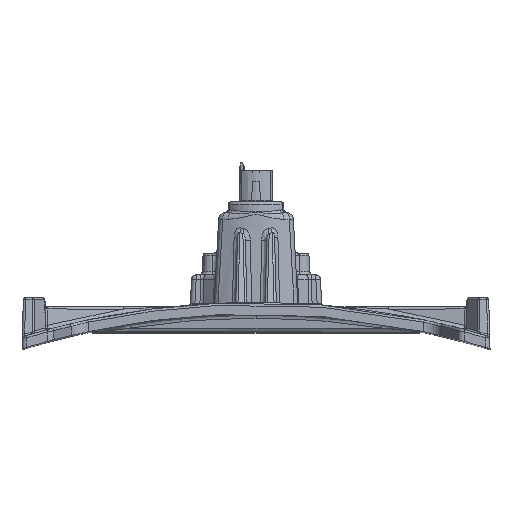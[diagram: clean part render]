
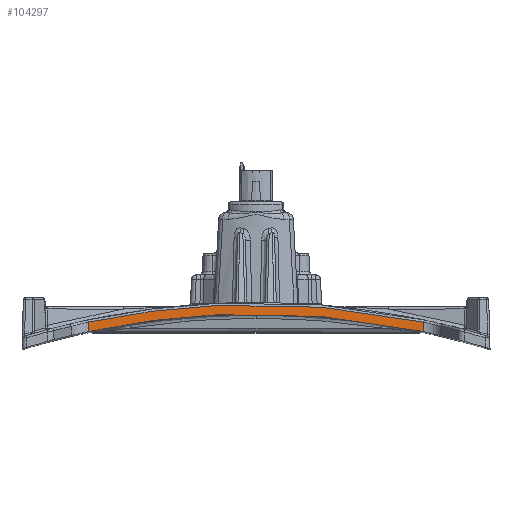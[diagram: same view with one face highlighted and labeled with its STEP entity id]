
A CAD part, top view. The second image highlights one B-rep face of the part: STEP entity #104297.
In plain terms, the highlighted planar face has unit normal (0, 0.026, 1).
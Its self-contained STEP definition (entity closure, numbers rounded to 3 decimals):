
#21118=CARTESIAN_POINT('',(73.035,-12.75,
119.303));
#21119=CARTESIAN_POINT('',(48.69,-7.525,
119.166));
#21120=CARTESIAN_POINT('',(0.,-2.475,
119.034));
#21121=CARTESIAN_POINT('',(-48.69,-7.525,
119.166));
#21122=CARTESIAN_POINT('',(-73.035,-12.75,
119.303));
#35979=CARTESIAN_POINT('',(73.11,-8.65,
119.195));
#36016=CARTESIAN_POINT('',(73.11,-8.65,
119.195));
#36017=CARTESIAN_POINT('',(71.235,-8.252,
119.185));
#36018=CARTESIAN_POINT('',(67.497,-7.49,
119.165));
#36019=CARTESIAN_POINT('',(61.963,-6.455,
119.138));
#36020=CARTESIAN_POINT('',(56.388,-5.504,
119.113));
#36021=CARTESIAN_POINT('',(50.805,-4.644,
119.09));
#36022=CARTESIAN_POINT('',(45.208,-3.874,
119.07));
#36023=CARTESIAN_POINT('',(39.599,-3.193,
119.052));
#36024=CARTESIAN_POINT('',(33.98,-2.603,
119.037));
#36025=CARTESIAN_POINT('',(28.352,-2.102,
119.024));
#36026=CARTESIAN_POINT('',(22.717,-1.692,
119.013));
#36027=CARTESIAN_POINT('',(17.076,-1.373,
119.005));
#36028=CARTESIAN_POINT('',(11.431,-1.144,
118.999));
#36029=CARTESIAN_POINT('',(5.782,-1.006,
118.995));
#36030=CARTESIAN_POINT('',(0.133,-0.959,
118.994));
#36031=CARTESIAN_POINT('',(-5.517,-1.002,
118.995));
#36032=CARTESIAN_POINT('',(-11.166,-1.136,
118.999));
#36033=CARTESIAN_POINT('',(-16.811,-1.36,
119.004));
#36034=CARTESIAN_POINT('',(-22.452,-1.675,
119.013));
#36035=CARTESIAN_POINT('',(-28.088,-2.081,
119.023));
#36036=CARTESIAN_POINT('',(-33.716,-2.577,
119.036));
#36037=CARTESIAN_POINT('',(-39.336,-3.163,
119.052));
#36038=CARTESIAN_POINT('',(-44.943,-3.84,
119.069));
#36039=CARTESIAN_POINT('',(-50.547,-4.607,
119.089));
#36040=CARTESIAN_POINT('',(-56.112,-5.46,
119.112));
#36041=CARTESIAN_POINT('',(-61.748,-6.416,
119.137));
#36042=CARTESIAN_POINT('',(-67.431,-7.477,
119.165));
#36043=CARTESIAN_POINT('',(-71.216,-8.248,
119.185));
#36044=CARTESIAN_POINT('',(-73.11,-8.65,
119.195));
#36049=DIRECTION('',(-0.018,-0.999,0.026));
#36050=VECTOR('',#36049,4.102);
#36051=CARTESIAN_POINT('',(73.11,-8.65,
119.195));
#36052=LINE('',#36051,#36050);
#36056=DIRECTION('',(0.018,-0.999,0.026));
#36057=VECTOR('',#36056,4.102);
#36058=CARTESIAN_POINT('',(-73.11,-8.65,
119.195));
#36059=LINE('',#36058,#36057);
#46013=VERTEX_POINT('',#21118);
#46014=VERTEX_POINT('',#21122);
#47988=VERTEX_POINT('',#35979);
#47990=VERTEX_POINT('',#36044);
#104284=CARTESIAN_POINT('',(79.64,-20.284,119.5));
#104285=DIRECTION('',(0.,-0.026,-1.));
#104286=DIRECTION('',(-1.,0.,0.));
#104287=AXIS2_PLACEMENT_3D('',#104284,#104285,#104286);
#104288=PLANE('',#104287);
#104290=ORIENTED_EDGE('',*,*,#104289,.F.);
#104291=ORIENTED_EDGE('',*,*,#104279,.T.);
#104292=ORIENTED_EDGE('',*,*,#75084,.T.);
#104294=ORIENTED_EDGE('',*,*,#104293,.F.);
#104295=EDGE_LOOP('',(#104290,#104291,#104292,#104294));
#104296=FACE_OUTER_BOUND('',#104295,.F.);
#104297=ADVANCED_FACE('',(#104296),#104288,.F.);
#21123=B_SPLINE_CURVE_WITH_KNOTS('',3,(#21118,#21119,#21120,#21121,#21122),
.UNSPECIFIED.,.F.,.F.,(4,1,4),(0.,0.5,1.),.UNSPECIFIED.);
#36045=B_SPLINE_CURVE_WITH_KNOTS('',3,(#36016,#36017,#36018,#36019,#36020,
#36021,#36022,#36023,#36024,#36025,#36026,#36027,#36028,#36029,#36030,#36031,
#36032,#36033,#36034,#36035,#36036,#36037,#36038,#36039,#36040,#36041,#36042,
#36043,#36044),.UNSPECIFIED.,.F.,.F.,(4,1,1,1,1,1,1,1,1,1,1,1,1,1,1,1,1,1,1,1,1,
1,1,1,1,1,4),(0.,0.038,0.077,0.115,
0.154,0.192,0.231,0.269,
0.308,0.346,0.385,0.423,
0.462,0.5,0.538,0.577,0.615,
0.654,0.692,0.731,0.769,
0.808,0.846,0.885,0.923,
0.962,1.),.UNSPECIFIED.);
#75084=EDGE_CURVE('',#46013,#46014,#21123,.T.);
#104279=EDGE_CURVE('',#47988,#46013,#36052,.T.);
#104289=EDGE_CURVE('',#47988,#47990,#36045,.T.);
#104293=EDGE_CURVE('',#47990,#46014,#36059,.T.);
